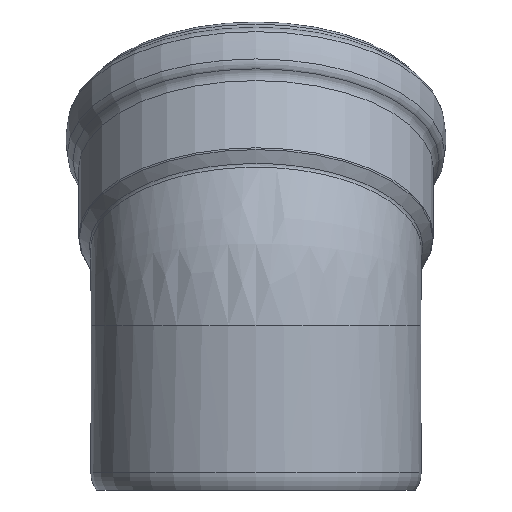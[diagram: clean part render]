
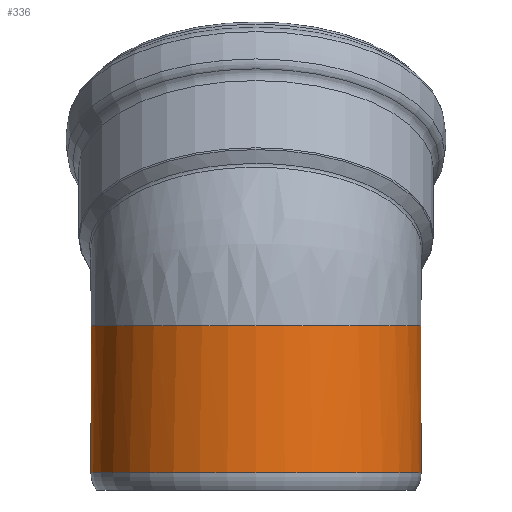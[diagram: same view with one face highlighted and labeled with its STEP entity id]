
A CAD part, left-side view. The second image highlights one B-rep face of the part: STEP entity #336.
In plain terms, the highlighted cylindrical face has radius 67.65 mm (diameter 135.3 mm), a full revolution.
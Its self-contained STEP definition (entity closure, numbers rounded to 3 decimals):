
#20=B_SPLINE_CURVE_WITH_KNOTS('',3,(#1052,#1053,#1054,#1055,#1056,#1057,
#1058,#1059),.UNSPECIFIED.,.F.,.F.,(4,1,1,1,1,4),(-20.397,-19.469,
-18.541,-16.686,-15.758,-13.903),
 .UNSPECIFIED.);
#25=CYLINDRICAL_SURFACE('',#376,67.65);
#40=FACE_BOUND('',#107,.T.);
#70=FACE_OUTER_BOUND('',#106,.T.);
#106=EDGE_LOOP('',(#266));
#107=EDGE_LOOP('',(#267,#268));
#152=CIRCLE('',#363,67.65);
#159=CIRCLE('',#373,67.65);
#182=VERTEX_POINT('',#538);
#188=VERTEX_POINT('',#877);
#189=VERTEX_POINT('',#879);
#212=EDGE_CURVE('',#182,#182,#152,.T.);
#221=EDGE_CURVE('',#189,#188,#20,.T.);
#223=EDGE_CURVE('',#188,#189,#159,.T.);
#266=ORIENTED_EDGE('',*,*,#212,.T.);
#267=ORIENTED_EDGE('',*,*,#221,.F.);
#268=ORIENTED_EDGE('',*,*,#223,.F.);
#336=ADVANCED_FACE('',(#70,#40),#25,.T.);
#363=AXIS2_PLACEMENT_3D('',#539,#424,#425);
#373=AXIS2_PLACEMENT_3D('',#1095,#444,#445);
#376=AXIS2_PLACEMENT_3D('',#1099,#450,#451);
#424=DIRECTION('center_axis',(0.,0.,1.));
#425=DIRECTION('ref_axis',(-1.,0.,0.));
#444=DIRECTION('center_axis',(0.,0.,1.));
#445=DIRECTION('ref_axis',(-1.,0.,0.));
#450=DIRECTION('center_axis',(0.,0.,1.));
#451=DIRECTION('ref_axis',(-1.,0.,0.));
#538=CARTESIAN_POINT('',(-67.65,0.,7.));
#539=CARTESIAN_POINT('Origin',(0.,0.,7.));
#877=CARTESIAN_POINT('',(60.445,30.379,67.293));
#879=CARTESIAN_POINT('',(60.445,-30.379,67.293));
#1052=CARTESIAN_POINT('Ctrl Pts',(60.445,-30.379,67.293));
#1053=CARTESIAN_POINT('Ctrl Pts',(61.776,-27.731,66.647));
#1054=CARTESIAN_POINT('Ctrl Pts',(64.103,-22.216,65.528));
#1055=CARTESIAN_POINT('Ctrl Pts',(67.28,-10.682,64.024));
#1056=CARTESIAN_POINT('Ctrl Pts',(68.105,1.58,63.638));
#1057=CARTESIAN_POINT('Ctrl Pts',(66.092,16.492,64.585));
#1058=CARTESIAN_POINT('Ctrl Pts',(63.084,25.129,66.011));
#1059=CARTESIAN_POINT('Ctrl Pts',(60.445,30.379,67.293));
#1095=CARTESIAN_POINT('Origin',(0.,0.,67.293));
#1099=CARTESIAN_POINT('Origin',(0.,0.,0.));
